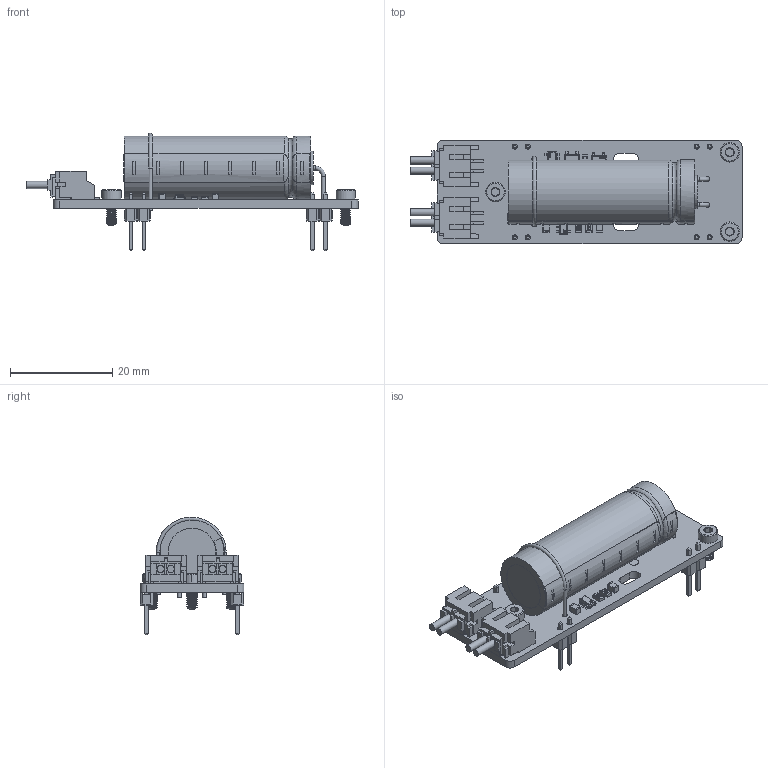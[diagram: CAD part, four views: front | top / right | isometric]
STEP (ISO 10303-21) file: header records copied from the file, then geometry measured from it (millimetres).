
FILE_DESCRIPTION(('Open CASCADE Model'),'2;1');
FILE_NAME('Open CASCADE Shape Model','2022-12-14T17:27:39',('Author'),( 'Open CASCADE'),'Open CASCADE STEP processor 6.8','Open CASCADE 6.8' ,'Unknown');
FILE_SCHEMA(('AUTOMOTIVE_DESIGN { 1 0 10303 214 1 1 1 1 }'));
Length unit declared in the file: millimetre
Products named in the file (58): PCB; Board; Open CASCADE STEP translator 6.8 1.1.1; MH5; 91292A005_TYPE_18-8_SS_SHCS_M2x5_RGB7040632; MH2; U2; IC_Maxim_Integrated_MAX40203AUK+T_eec; 1; 2; Maxim_Integrated_Logo_1; Maxim_Integrated_Logo_1_-_1; HoldWire; Hold_Wire; J6; _____C002SAAN-RC_RGB12040119; Open CASCADE STEP translator 6.8 1.6.1.1; Open CASCADE STEP translator 6.8 1.6.1.2; Open CASCADE STEP translator 6.8 1.6.1.3; J5; J3; J4; U4; C4; CAP_FILM_-_0805; C2; VEL13353R8257G-rra; U3; 6978981344; Body; Open_CASCADE_STEP_translator_7.5_3.1.1; Leader; U1; IC_On_Semiconductor_NCP718BSNADJT1G_eec; On-Semi_Logo_Assemply; On-Semi_Yury_adjustable; On-Semi_Yury_adjustable_-_Copy; R2; 0805_resistor; R1 ...
Assembly tree (71 placements, depth 5):
  PCB
    Board
      Open CASCADE STEP translator 6.8 1.1.1
    MH5
      91292A005_TYPE_18-8_SS_SHCS_M2x5_RGB7040632
    MH2
      91292A005_TYPE_18-8_SS_SHCS_M2x5_RGB7040632
    U2
      IC_Maxim_Integrated_MAX40203AUK+T_eec
        1
        2
        Maxim_Integrated_Logo_1
        Maxim_Integrated_Logo_1_-_1
    HoldWire
      Hold_Wire
    J6
      _____C002SAAN-RC_RGB12040119
        Open CASCADE STEP translator 6.8 1.6.1.1
        Open CASCADE STEP translator 6.8 1.6.1.2
        Open CASCADE STEP translator 6.8 1.6.1.3
    J5
      _____C002SAAN-RC_RGB12040119
        Open CASCADE STEP translator 6.8 1.6.1.1
        Open CASCADE STEP translator 6.8 1.6.1.2
        Open CASCADE STEP translator 6.8 1.6.1.3
    J3
      _____C002SAAN-RC_RGB12040119
        Open CASCADE STEP translator 6.8 1.6.1.1
        Open CASCADE STEP translator 6.8 1.6.1.2
        Open CASCADE STEP translator 6.8 1.6.1.3
    J4
      _____C002SAAN-RC_RGB12040119
        Open CASCADE STEP translator 6.8 1.6.1.1
        Open CASCADE STEP translator 6.8 1.6.1.2
        Open CASCADE STEP translator 6.8 1.6.1.3
    U4
      IC_Maxim_Integrated_MAX40203AUK+T_eec
        1
        2
        Maxim_Integrated_Logo_1
        Maxim_Integrated_Logo_1_-_1
    C4
      CAP_FILM_-_0805
    C2
      VEL13353R8257G-rra
    U3
      6978981344
        Body
          Open_CASCADE_STEP_translator_7.5_3.1.1
        Leader  x3
    U1
      IC_On_Semiconductor_NCP718BSNADJT1G_eec
        1
        2
        On-Semi_Logo_Assemply
          On-Semi_Yury_adjustable
          On-Semi_Yury_adjustable_-_Copy
    R2
      0805_resistor
    R1
Bounding box: 64.98 x 20.32 x 23.05 mm (x, y, z)
Volume: 7244.5 mm3; surface area: 6822 mm2
Topology: 118 solids, 118 shells, 2677 faces, 6861 edges, 4457 vertices
Faces by surface type: plane 1694, bspline 470, cylinder 423, sphere 40, cone 39, torus 11
Full cylindrical faces by diameter (mm): 0.13 x1, 0.3 x2, 0.348 x2, 0.71 x4, 0.8 x4, 1 x12, 1.4 x4, 2 x3, 2.4 x3, 6.5 x1, 9.305 x1, 12.5 x2
Entity records: 59716 total; most frequent: CARTESIAN_POINT 19052, ORIENTED_EDGE 8050, DIRECTION 6204, EDGE_CURVE 4025, LINE 2738, VECTOR 2738, VERTEX_POINT 2627, AXIS2_PLACEMENT_3D 1733
